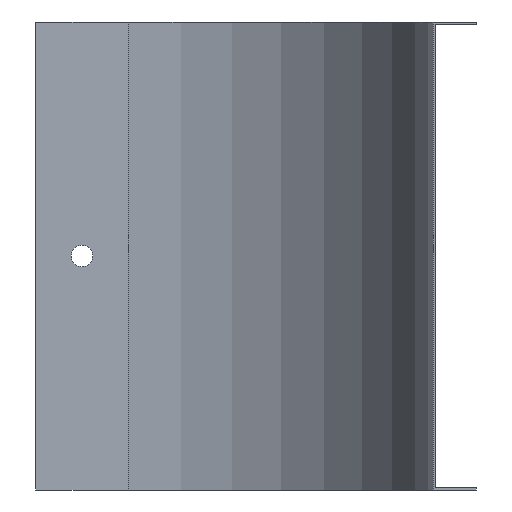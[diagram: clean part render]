
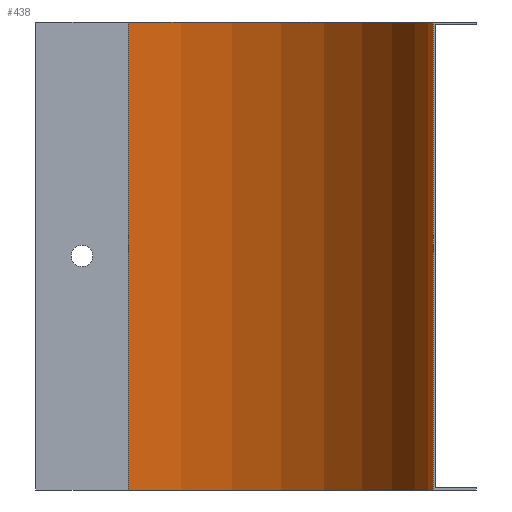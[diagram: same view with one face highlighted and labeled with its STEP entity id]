
A CAD part, left-side view. The second image highlights one B-rep face of the part: STEP entity #438.
In plain terms, the highlighted cylindrical face has radius 99 mm (diameter 198 mm), a partial arc.
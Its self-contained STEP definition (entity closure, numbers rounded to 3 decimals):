
#27 = CARTESIAN_POINT ( 'NONE',  ( 30., 0., -151.2 ) ) ;
#63 = CARTESIAN_POINT ( 'NONE',  ( 129., 99., 0.8 ) ) ;
#66 = CARTESIAN_POINT ( 'NONE',  ( 30., 0., 0.8 ) ) ;
#69 = CARTESIAN_POINT ( 'NONE',  ( 129., 99., -151.2 ) ) ;
#136 = VECTOR ( 'NONE', #577, 1000. ) ;
#139 = LINE ( 'NONE', #578, #136 ) ;
#143 = CIRCLE ( 'NONE', #465, 99. ) ;
#145 = CIRCLE ( 'NONE', #446, 99. ) ;
#194 = VECTOR ( 'NONE', #662, 1000. ) ;
#198 = LINE ( 'NONE', #708, #194 ) ;
#221 = CYLINDRICAL_SURFACE ( 'NONE', #443, 99. ) ;
#230 = FACE_OUTER_BOUND ( 'NONE', #415, .T. ) ;
#267 = VERTEX_POINT ( 'NONE', #69 ) ;
#270 = VERTEX_POINT ( 'NONE', #66 ) ;
#273 = VERTEX_POINT ( 'NONE', #63 ) ;
#281 = VERTEX_POINT ( 'NONE', #27 ) ;
#312 = ORIENTED_EDGE ( 'NONE', *, *, #538, .F. ) ;
#315 = ORIENTED_EDGE ( 'NONE', *, *, #502, .F. ) ;
#322 = ORIENTED_EDGE ( 'NONE', *, *, #500, .T. ) ;
#373 = ORIENTED_EDGE ( 'NONE', *, *, #516, .T. ) ;
#415 = EDGE_LOOP ( 'NONE', ( #322, #312, #315, #373 ) ) ;
#438 = ADVANCED_FACE ( 'NONE', ( #230 ), #221, .F. ) ;
#443 = AXIS2_PLACEMENT_3D ( 'NONE', #654, #652, #655 ) ;
#446 = AXIS2_PLACEMENT_3D ( 'NONE', #707, #667, #644 ) ;
#465 = AXIS2_PLACEMENT_3D ( 'NONE', #632, #638, #641 ) ;
#500 = EDGE_CURVE ( 'NONE', #267, #281, #145, .T. ) ;
#502 = EDGE_CURVE ( 'NONE', #273, #270, #143, .T. ) ;
#516 = EDGE_CURVE ( 'NONE', #273, #267, #198, .T. ) ;
#538 = EDGE_CURVE ( 'NONE', #270, #281, #139, .T. ) ;
#577 = DIRECTION ( 'NONE',  ( 0., 0., -1. ) ) ;
#578 = CARTESIAN_POINT ( 'NONE',  ( 30., 0., 0.8 ) ) ;
#632 = CARTESIAN_POINT ( 'NONE',  ( 30., 99., 0.8 ) ) ;
#638 = DIRECTION ( 'NONE',  ( 0., 0., -1. ) ) ;
#641 = DIRECTION ( 'NONE',  ( 1., 0., 0. ) ) ;
#644 = DIRECTION ( 'NONE',  ( 1., 0., 0. ) ) ;
#652 = DIRECTION ( 'NONE',  ( 0., 0., -1. ) ) ;
#654 = CARTESIAN_POINT ( 'NONE',  ( 30., 99., 0.8 ) ) ;
#655 = DIRECTION ( 'NONE',  ( -1., 0., 0. ) ) ;
#662 = DIRECTION ( 'NONE',  ( 0., 0., -1. ) ) ;
#667 = DIRECTION ( 'NONE',  ( 0., 0., -1. ) ) ;
#707 = CARTESIAN_POINT ( 'NONE',  ( 30., 99., -151.2 ) ) ;
#708 = CARTESIAN_POINT ( 'NONE',  ( 129., 99., 0.8 ) ) ;
